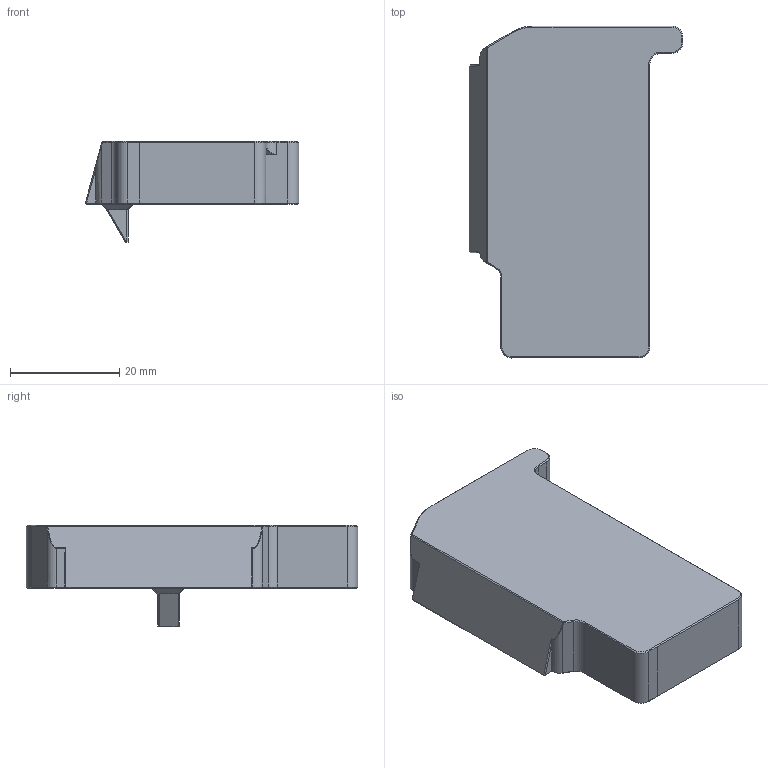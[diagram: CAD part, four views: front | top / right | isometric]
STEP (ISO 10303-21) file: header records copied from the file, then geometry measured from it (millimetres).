
FILE_DESCRIPTION(/* description */ ('STEP AP242','CAx-IF Rec.Pracs.---Representation and Presentation of Product Manufacturing Information (PMI)---4.0---2014-10-13','CAx-IF Rec.Pracs.---3D Tessellated Geometry---0.4---2014-09-14','2;1'),/* implementation_level */ '2;1');
FILE_NAME(/* name */ '66aa28ea8696082b3ca88802',/* time_stamp */ '2024-07-31T12:07:07Z',/* author */ (''),/* organization */ (''),/* preprocessor_version */ 'ST-DEVELOPER v20',/* originating_system */ ' ',/* authorisation */ ' ');
FILE_SCHEMA (('AP242_MANAGED_MODEL_BASED_3D_ENGINEERING_MIM_LF { 1 0 10303 442 1 1 4 }'));
Length unit declared in the file: metre
Products named in the file (1): MCU Cover
Bounding box: 38.99 x 60.64 x 18.56 mm (x, y, z)
Volume: 7100.8 mm3; surface area: 6523.1 mm2
Topology: 1 solids, 1 shells, 140 faces, 341 edges, 206 vertices
Faces by surface type: plane 108, cone 18, cylinder 10, bspline 4
Entity records: 4064 total; most frequent: CARTESIAN_POINT 820, ORIENTED_EDGE 682, DIRECTION 628, EDGE_CURVE 341, LINE 280, VECTOR 280, VERTEX_POINT 206, AXIS2_PLACEMENT_3D 174
